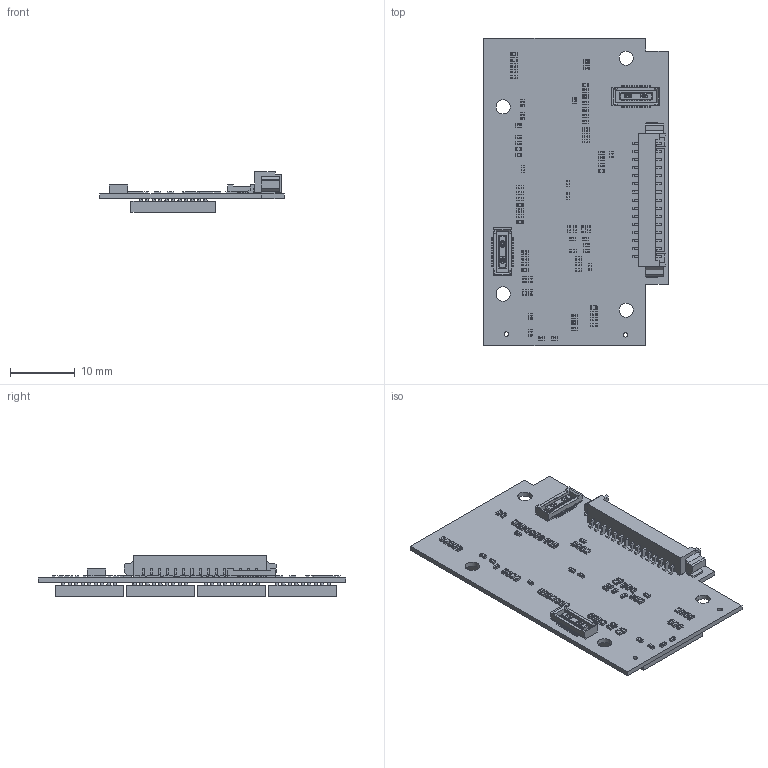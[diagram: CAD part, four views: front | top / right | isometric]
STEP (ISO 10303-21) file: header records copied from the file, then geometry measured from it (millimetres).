
FILE_DESCRIPTION(('Open CASCADE Model'),'2;1');
FILE_NAME('Open CASCADE Shape Model','2025-02-27T16:24:27',('Author'),( 'Open CASCADE'),'Open CASCADE STEP processor 7.5','Open CASCADE 7.5' ,'Unknown');
FILE_SCHEMA(('AUTOMOTIVE_DESIGN { 1 0 10303 214 1 1 1 1 }'));
Length unit declared in the file: millimetre
Products named in the file (91): PCB; Board; Open CASCADE STEP translator 7.5 2.1.1; R12; 6-1622826-4; R11; R10; R9; R8; R7; R6; R5; J1; 532611571; C24; capacitor-0402C; C23; C22; C21; C20; C19; C18; C17; C16; C15; C14; C13; C12; C11; C10; C9; C8; C7; C6; C5; C4; C3; C2; C1; R4 ...
Assembly tree (262 placements, depth 5):
  PCB
    Board
      Open CASCADE STEP translator 7.5 2.1.1
    R12
      6-1622826-4
    R11
      6-1622826-4
    R10
      6-1622826-4
    R9
      6-1622826-4
    R8
      6-1622826-4
    R7
      6-1622826-4
    R6
      6-1622826-4
    R5
      6-1622826-4
    J1
      532611571
    C24
      capacitor-0402C
    C23
      capacitor-0402C
    C22
      capacitor-0402C
    C21
      capacitor-0402C
    C20
      capacitor-0402C
    C19
      capacitor-0402C
    C18
      capacitor-0402C
    C17
      capacitor-0402C
    C16
      capacitor-0402C
    C15
      capacitor-0402C
    C14
      capacitor-0402C
    C13
      capacitor-0402C
    C12
      capacitor-0402C
    C11
      capacitor-0402C
    C10
      capacitor-0402C
    C9
      capacitor-0402C
    C8
      capacitor-0402C
    C7
      capacitor-0402C
    C6
      capacitor-0402C
    C5
Bounding box: 28.5 x 47.5 x 6.3 mm (x, y, z)
Volume: 2154.2 mm3; surface area: 5367.1 mm2
Topology: 476 solids, 480 shells, 7036 faces, 17240 edges, 10506 vertices
Faces by surface type: plane 2586, cylinder 2346, bspline 1200, revolution 480, sphere 396, cone 28
Full cylindrical faces by diameter (mm): 0.7 x2, 1.625 x4, 2.2 x4
Entity records: 39420 total; most frequent: CARTESIAN_POINT 7203, DIRECTION 6221, ORIENTED_EDGE 6131, EDGE_CURVE 3066, LINE 2619, VECTOR 2619, VERTEX_POINT 2014, AXIS2_PLACEMENT_3D 1797
